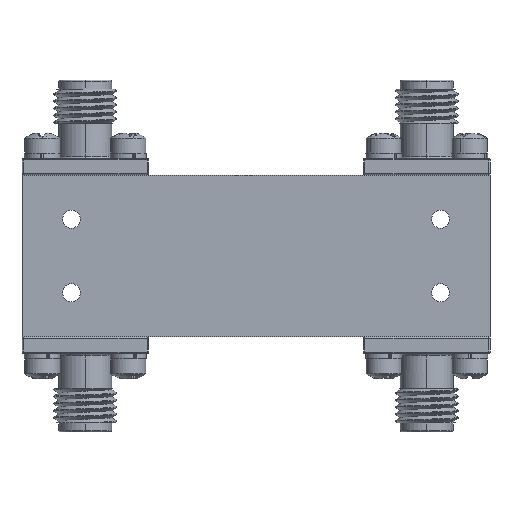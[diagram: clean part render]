
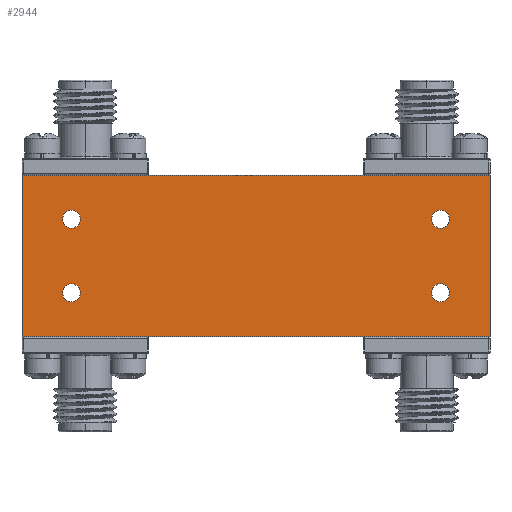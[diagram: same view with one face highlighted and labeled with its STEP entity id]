
A CAD part, front view. The second image highlights one B-rep face of the part: STEP entity #2944.
In plain terms, the highlighted planar face has unit normal (0, -1, 0).
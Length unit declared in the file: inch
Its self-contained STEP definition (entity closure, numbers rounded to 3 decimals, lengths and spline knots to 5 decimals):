
#342 = AXIS2_PLACEMENT_3D ( 'NONE', #28506, #32275, #4364 ) ;
#1651 = DIRECTION ( 'NONE',  ( 0., 0., -1. ) ) ;
#2098 = EDGE_LOOP ( 'NONE', ( #41374, #37448 ) ) ;
#2459 = DIRECTION ( 'NONE',  ( 0., 0., -1. ) ) ;
#2850 = VERTEX_POINT ( 'NONE', #43863 ) ;
#2944 = ADVANCED_FACE ( 'NONE', ( #25110, #40929, #48379, #3896, #49424 ), #24829, .T. ) ;
#3278 = CIRCLE ( 'NONE', #29002, 0.0355 ) ;
#3489 = EDGE_LOOP ( 'NONE', ( #30664, #48930 ) ) ;
#3620 = CARTESIAN_POINT ( 'NONE',  ( -1.62294, -0.11696, -0.24864 ) ) ;
#3641 = DIRECTION ( 'NONE',  ( 0., 0., -1. ) ) ;
#3896 = FACE_BOUND ( 'NONE', #3489, .T. ) ;
#4027 = LINE ( 'NONE', #40543, #17694 ) ;
#4187 = EDGE_LOOP ( 'NONE', ( #33907, #13438 ) ) ;
#4364 = DIRECTION ( 'NONE',  ( 0., 0., -1. ) ) ;
#5886 = VERTEX_POINT ( 'NONE', #27918 ) ;
#6149 = CIRCLE ( 'NONE', #19900, 0.0355 ) ;
#6299 = EDGE_CURVE ( 'NONE', #37128, #2850, #19272, .T. ) ;
#6321 = CARTESIAN_POINT ( 'NONE',  ( 0.03156, -0.11696, -0.42314 ) ) ;
#6455 = AXIS2_PLACEMENT_3D ( 'NONE', #14440, #47104, #14705 ) ;
#7629 = EDGE_CURVE ( 'NONE', #11595, #50411, #4027, .T. ) ;
#7698 = VERTEX_POINT ( 'NONE', #30021 ) ;
#8702 = DIRECTION ( 'NONE',  ( 0., 0., -1. ) ) ;
#11364 = CIRCLE ( 'NONE', #38775, 0.0355 ) ;
#11595 = VERTEX_POINT ( 'NONE', #19910 ) ;
#11757 = DIRECTION ( 'NONE',  ( 0., 0., -1. ) ) ;
#12242 = CIRCLE ( 'NONE', #36229, 0.0355 ) ;
#12859 = DIRECTION ( 'NONE',  ( 0., 0., -1. ) ) ;
#12922 = CARTESIAN_POINT ( 'NONE',  ( -1.42744, -0.11696, -0.67864 ) ) ;
#13269 = CARTESIAN_POINT ( 'NONE',  ( 0.22706, -0.11696, -0.24864 ) ) ;
#13438 = ORIENTED_EDGE ( 'NONE', *, *, #28762, .F. ) ;
#14440 = CARTESIAN_POINT ( 'NONE',  ( 0.03156, -0.11696, -0.71414 ) ) ;
#14705 = DIRECTION ( 'NONE',  ( 0., 0., -1. ) ) ;
#14727 = ORIENTED_EDGE ( 'NONE', *, *, #22452, .F. ) ;
#15041 = VERTEX_POINT ( 'NONE', #25295 ) ;
#15255 = CIRCLE ( 'NONE', #6455, 0.0355 ) ;
#15717 = VECTOR ( 'NONE', #41001, 39.37008 ) ;
#17694 = VECTOR ( 'NONE', #20176, 39.37008 ) ;
#18065 = LINE ( 'NONE', #29551, #37903 ) ;
#18678 = DIRECTION ( 'NONE',  ( 0., 0., -1. ) ) ;
#19082 = VERTEX_POINT ( 'NONE', #31381 ) ;
#19272 = CIRCLE ( 'NONE', #52575, 0.0355 ) ;
#19700 = EDGE_CURVE ( 'NONE', #23359, #7698, #6149, .T. ) ;
#19900 = AXIS2_PLACEMENT_3D ( 'NONE', #36925, #35877, #32912 ) ;
#19910 = CARTESIAN_POINT ( 'NONE',  ( -1.62294, -0.11696, -0.88864 ) ) ;
#19923 = EDGE_CURVE ( 'NONE', #5886, #19082, #11364, .T. ) ;
#20176 = DIRECTION ( 'NONE',  ( 0., 0., 1. ) ) ;
#20503 = EDGE_CURVE ( 'NONE', #2850, #37128, #12242, .T. ) ;
#21323 = EDGE_CURVE ( 'NONE', #40009, #41997, #35465, .T. ) ;
#22452 = EDGE_CURVE ( 'NONE', #50411, #32132, #31872, .T. ) ;
#22887 = CARTESIAN_POINT ( 'NONE',  ( -1.42744, -0.11696, -0.42314 ) ) ;
#23359 = VERTEX_POINT ( 'NONE', #28475 ) ;
#24316 = EDGE_LOOP ( 'NONE', ( #45745, #31536, #48475, #14727 ) ) ;
#24829 = PLANE ( 'NONE',  #35697 ) ;
#25110 = FACE_BOUND ( 'NONE', #4187, .T. ) ;
#25295 = CARTESIAN_POINT ( 'NONE',  ( 0.22706, -0.11696, -0.88864 ) ) ;
#27918 = CARTESIAN_POINT ( 'NONE',  ( 0.03156, -0.11696, -0.45864 ) ) ;
#28475 = CARTESIAN_POINT ( 'NONE',  ( 0.03156, -0.11696, -0.67864 ) ) ;
#28506 = CARTESIAN_POINT ( 'NONE',  ( -1.42744, -0.11696, -0.71414 ) ) ;
#28762 = EDGE_CURVE ( 'NONE', #41997, #40009, #3278, .T. ) ;
#29002 = AXIS2_PLACEMENT_3D ( 'NONE', #52478, #48442, #11757 ) ;
#29388 = ORIENTED_EDGE ( 'NONE', *, *, #20503, .F. ) ;
#29551 = CARTESIAN_POINT ( 'NONE',  ( 0.22706, -0.11696, -0.24864 ) ) ;
#30021 = CARTESIAN_POINT ( 'NONE',  ( 0.03156, -0.11696, -0.74964 ) ) ;
#30664 = ORIENTED_EDGE ( 'NONE', *, *, #40610, .F. ) ;
#31326 = CIRCLE ( 'NONE', #47541, 0.0355 ) ;
#31381 = CARTESIAN_POINT ( 'NONE',  ( 0.03156, -0.11696, -0.38764 ) ) ;
#31536 = ORIENTED_EDGE ( 'NONE', *, *, #52523, .F. ) ;
#31872 = LINE ( 'NONE', #47903, #32080 ) ;
#32080 = VECTOR ( 'NONE', #40195, 39.37008 ) ;
#32132 = VERTEX_POINT ( 'NONE', #13269 ) ;
#32275 = DIRECTION ( 'NONE',  ( 0., -1., 0. ) ) ;
#32912 = DIRECTION ( 'NONE',  ( 0., 0., -1. ) ) ;
#33907 = ORIENTED_EDGE ( 'NONE', *, *, #21323, .F. ) ;
#33911 = CARTESIAN_POINT ( 'NONE',  ( 0.03156, -0.11696, -0.42314 ) ) ;
#34438 = DIRECTION ( 'NONE',  ( 0., -1., 0. ) ) ;
#35107 = CARTESIAN_POINT ( 'NONE',  ( -1.42744, -0.11696, -0.74964 ) ) ;
#35465 = CIRCLE ( 'NONE', #342, 0.0355 ) ;
#35697 = AXIS2_PLACEMENT_3D ( 'NONE', #40665, #44382, #3641 ) ;
#35877 = DIRECTION ( 'NONE',  ( 0., -1., 0. ) ) ;
#36229 = AXIS2_PLACEMENT_3D ( 'NONE', #45275, #53049, #12859 ) ;
#36925 = CARTESIAN_POINT ( 'NONE',  ( 0.03156, -0.11696, -0.71414 ) ) ;
#37128 = VERTEX_POINT ( 'NONE', #39812 ) ;
#37448 = ORIENTED_EDGE ( 'NONE', *, *, #38774, .F. ) ;
#37903 = VECTOR ( 'NONE', #1651, 39.37008 ) ;
#38774 = EDGE_CURVE ( 'NONE', #7698, #23359, #15255, .T. ) ;
#38775 = AXIS2_PLACEMENT_3D ( 'NONE', #6321, #46762, #18678 ) ;
#39812 = CARTESIAN_POINT ( 'NONE',  ( -1.42744, -0.11696, -0.38764 ) ) ;
#40009 = VERTEX_POINT ( 'NONE', #12922 ) ;
#40195 = DIRECTION ( 'NONE',  ( 1., 0., 0. ) ) ;
#40543 = CARTESIAN_POINT ( 'NONE',  ( -1.62294, -0.11696, -0.24864 ) ) ;
#40610 = EDGE_CURVE ( 'NONE', #19082, #5886, #31326, .T. ) ;
#40665 = CARTESIAN_POINT ( 'NONE',  ( -1.62294, -0.11696, -0.24864 ) ) ;
#40929 = FACE_BOUND ( 'NONE', #45176, .T. ) ;
#41001 = DIRECTION ( 'NONE',  ( -1., 0., 0. ) ) ;
#41374 = ORIENTED_EDGE ( 'NONE', *, *, #19700, .F. ) ;
#41997 = VERTEX_POINT ( 'NONE', #35107 ) ;
#43863 = CARTESIAN_POINT ( 'NONE',  ( -1.42744, -0.11696, -0.45864 ) ) ;
#44382 = DIRECTION ( 'NONE',  ( 0., -1., 0. ) ) ;
#45176 = EDGE_LOOP ( 'NONE', ( #47800, #29388 ) ) ;
#45236 = CARTESIAN_POINT ( 'NONE',  ( -1.62294, -0.11696, -0.88864 ) ) ;
#45275 = CARTESIAN_POINT ( 'NONE',  ( -1.42744, -0.11696, -0.42314 ) ) ;
#45745 = ORIENTED_EDGE ( 'NONE', *, *, #7629, .F. ) ;
#46762 = DIRECTION ( 'NONE',  ( 0., -1., 0. ) ) ;
#47104 = DIRECTION ( 'NONE',  ( 0., -1., 0. ) ) ;
#47541 = AXIS2_PLACEMENT_3D ( 'NONE', #33911, #34438, #8702 ) ;
#47800 = ORIENTED_EDGE ( 'NONE', *, *, #6299, .F. ) ;
#47903 = CARTESIAN_POINT ( 'NONE',  ( -1.62294, -0.11696, -0.24864 ) ) ;
#48379 = FACE_BOUND ( 'NONE', #2098, .T. ) ;
#48442 = DIRECTION ( 'NONE',  ( 0., -1., 0. ) ) ;
#48475 = ORIENTED_EDGE ( 'NONE', *, *, #50822, .F. ) ;
#48930 = ORIENTED_EDGE ( 'NONE', *, *, #19923, .F. ) ;
#49424 = FACE_OUTER_BOUND ( 'NONE', #24316, .T. ) ;
#50411 = VERTEX_POINT ( 'NONE', #3620 ) ;
#50822 = EDGE_CURVE ( 'NONE', #32132, #15041, #18065, .T. ) ;
#51237 = DIRECTION ( 'NONE',  ( 0., -1., 0. ) ) ;
#52478 = CARTESIAN_POINT ( 'NONE',  ( -1.42744, -0.11696, -0.71414 ) ) ;
#52523 = EDGE_CURVE ( 'NONE', #15041, #11595, #52758, .T. ) ;
#52575 = AXIS2_PLACEMENT_3D ( 'NONE', #22887, #51237, #2459 ) ;
#52758 = LINE ( 'NONE', #45236, #15717 ) ;
#53049 = DIRECTION ( 'NONE',  ( 0., -1., 0. ) ) ;
